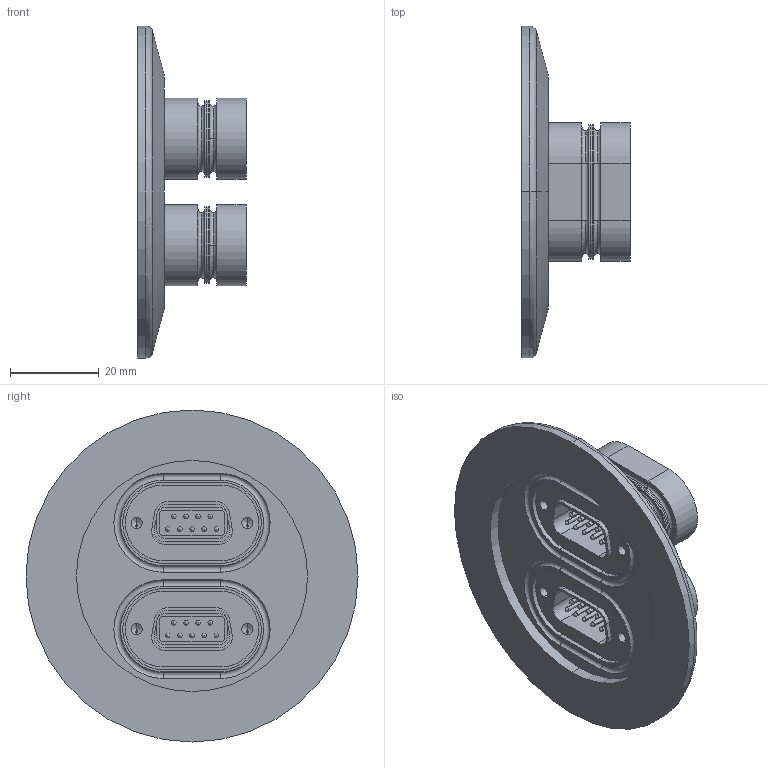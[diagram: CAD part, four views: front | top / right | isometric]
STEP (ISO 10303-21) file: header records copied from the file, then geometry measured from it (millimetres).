
FILE_DESCRIPTION (( 'STEP AP203' ), '1' );
FILE_NAME ('N50MD92.STEP', '2019-10-25T03:56:52', ( 'IDEA' ), ( '' ), 'SwSTEP 2.0', 'SolidWorks 2011', '' );
FILE_SCHEMA (( 'CONFIG_CONTROL_DESIGN' ));
Length unit declared in the file: millimetre
Products named in the file (3): GMM-B2440C; NW50BK; N50MD92
Assembly tree (3 placements, depth 2):
  N50MD92
    GMM-B2440C  x2
    NW50BK
Bounding box: 24.5 x 75 x 75 mm (x, y, z)
Volume: 28000.6 mm3; surface area: 24410.2 mm2
Topology: 47 solids, 47 shells, 721 faces, 1766 edges, 1088 vertices
Faces by surface type: cylinder 244, cone 198, plane 165, torus 72, sphere 40, bspline 2
Entity records: 11386 total; most frequent: CARTESIAN_POINT 2231, DIRECTION 2036, ORIENTED_EDGE 1696, EDGE_CURVE 848, AXIS2_PLACEMENT_3D 820, VERTEX_POINT 530, CIRCLE 441, EDGE_LOOP 432
